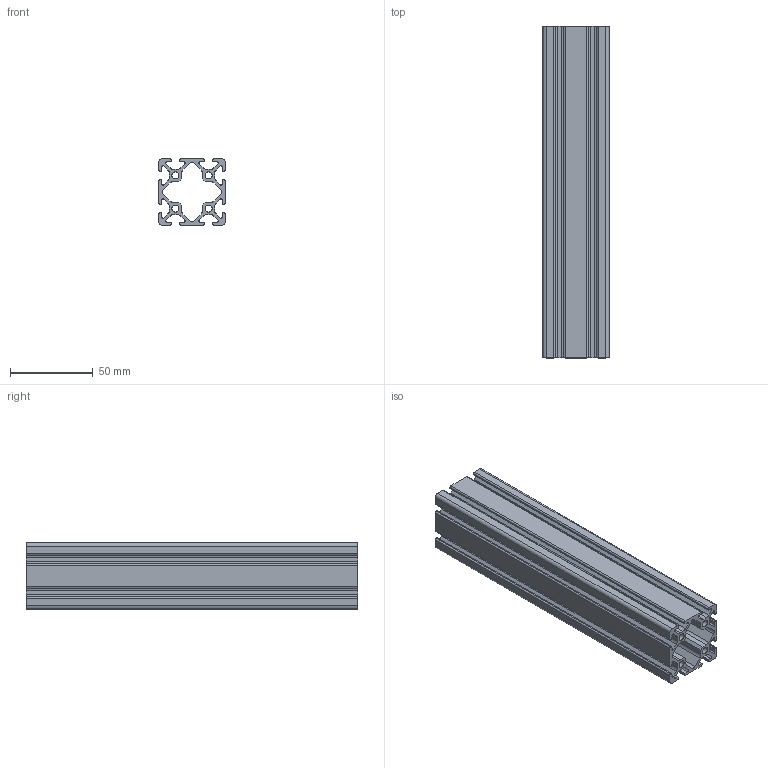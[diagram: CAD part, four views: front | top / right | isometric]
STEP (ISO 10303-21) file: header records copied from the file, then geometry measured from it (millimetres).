
FILE_DESCRIPTION(/* description */ ('Aluminiumprofil 40x40'),/* implementation_level */ '2;1');
FILE_NAME(/* name */ 'Syskomp 251404901 Aluminiumprofil 40x40.stp',/* time_stamp */ '2017-04-12T16:24:16+02:00',/* author */ ('wheldmann'),/* organization */ (''),/* preprocessor_version */ 'ST-DEVELOPER v16.1',/* originating_system */ 'Autodesk Inventor 2016',/* authorisation */ ' ');
FILE_SCHEMA (('AUTOMOTIVE_DESIGN { 1 0 10303 214 3 1 1 }'));
Length unit declared in the file: millimetre
Products named in the file (1): 251404901 Aluminiumprofil 40x40 - 200
Bounding box: 40 x 200 x 40 mm (x, y, z)
Volume: 101996.5 mm3; surface area: 97106.6 mm2
Topology: 1 solids, 1 shells, 174 faces, 516 edges, 344 vertices
Faces by surface type: plane 90, cylinder 84
Full cylindrical faces by diameter (mm): 4.3 x4
Entity records: 5892 total; most frequent: CARTESIAN_POINT 1031, DIRECTION 1030, ORIENTED_EDGE 1024, EDGE_CURVE 512, LINE 344, VECTOR 344, VERTEX_POINT 344, AXIS2_PLACEMENT_3D 343
